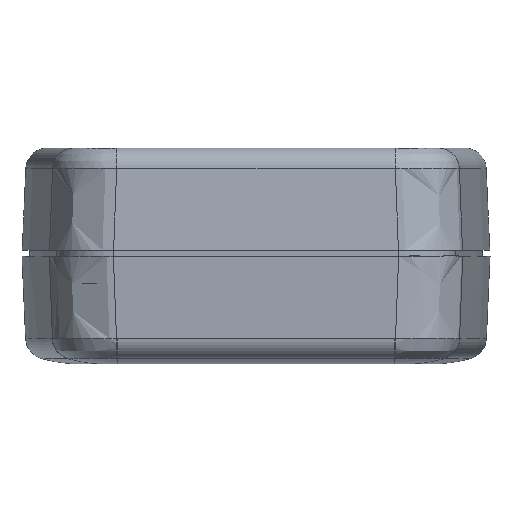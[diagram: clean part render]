
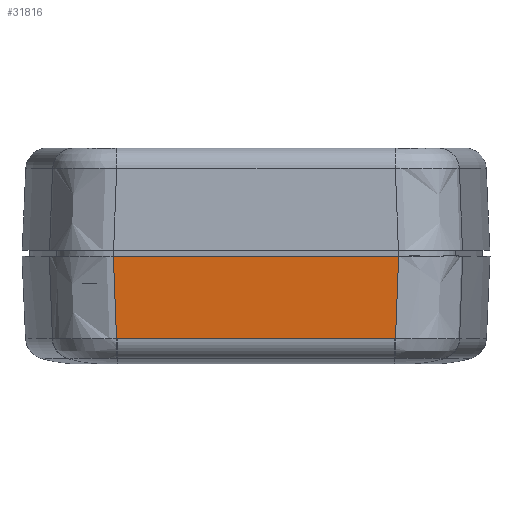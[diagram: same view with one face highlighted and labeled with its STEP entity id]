
A CAD part, left-side view. The second image highlights one B-rep face of the part: STEP entity #31816.
In plain terms, the highlighted face is planar.
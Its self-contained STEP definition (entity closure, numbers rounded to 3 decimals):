
#75 = CARTESIAN_POINT ( 'NONE',  ( 59.499, -19.331, -3.519 ) ) ;
#234 = CARTESIAN_POINT ( 'NONE',  ( 60., 19.809, -15. ) ) ;
#348 = EDGE_CURVE ( 'NONE', #25208, #7858, #14571, .T. ) ;
#916 = EDGE_CURVE ( 'NONE', #7858, #22571, #16135, .T. ) ;
#1188 = EDGE_CURVE ( 'NONE', #35398, #12032, #35248, .T. ) ;
#1341 = VECTOR ( 'NONE', #11705, 1000. ) ;
#1361 = CARTESIAN_POINT ( 'NONE',  ( 59.499, 19.331, -3.519 ) ) ;
#2793 = CARTESIAN_POINT ( 'NONE',  ( 59.499, -19.287, -3.519 ) ) ;
#2949 = DIRECTION ( 'NONE',  ( 0.999, 0., 0.044 ) ) ;
#3579 = CARTESIAN_POINT ( 'NONE',  ( 59.499, 19.287, -3.519 ) ) ;
#3866 = ORIENTED_EDGE ( 'NONE', *, *, #28375, .T. ) ;
#4531 = B_SPLINE_CURVE_WITH_KNOTS ( 'NONE', 3,
 ( #15436, #1361, #3579, #6647 ),
 .UNSPECIFIED., .F., .F.,
 ( 4, 4 ),
 ( 0., 0. ),
 .UNSPECIFIED. ) ;
#5022 = ORIENTED_EDGE ( 'NONE', *, *, #1188, .T. ) ;
#5918 = CARTESIAN_POINT ( 'NONE',  ( 59.499, 27.5, -3.519 ) ) ;
#6647 = CARTESIAN_POINT ( 'NONE',  ( 59.499, 19.242, -3.519 ) ) ;
#6951 = CARTESIAN_POINT ( 'NONE',  ( 59.895, -19.718, -12.595 ) ) ;
#7252 = CARTESIAN_POINT ( 'NONE',  ( 59.499, -19.242, -3.519 ) ) ;
#7858 = VERTEX_POINT ( 'NONE', #7252 ) ;
#9667 = CARTESIAN_POINT ( 'NONE',  ( 59.499, 19.242, -3.519 ) ) ;
#9839 = CARTESIAN_POINT ( 'NONE',  ( 60., -19.809, -15. ) ) ;
#10208 = CARTESIAN_POINT ( 'NONE',  ( 59.895, 19.718, -12.595 ) ) ;
#11705 = DIRECTION ( 'NONE',  ( 0., -1., 0. ) ) ;
#12022 = CARTESIAN_POINT ( 'NONE',  ( 59.499, -19.375, -3.52 ) ) ;
#12032 = VERTEX_POINT ( 'NONE', #234 ) ;
#12394 = DIRECTION ( 'NONE',  ( 0., 1., 0. ) ) ;
#12630 = CARTESIAN_POINT ( 'NONE',  ( 59.685, -19.537, -7.784 ) ) ;
#13411 = ORIENTED_EDGE ( 'NONE', *, *, #916, .T. ) ;
#13668 = B_SPLINE_CURVE_WITH_KNOTS ( 'NONE', 3,
 ( #12022, #31893, #15641, #12630, #18369, #6951, #23741 ),
 .UNSPECIFIED., .F., .F.,
 ( 4, 3, 4 ),
 ( 0.004, 0.008, 0.015 ),
 .UNSPECIFIED. ) ;
#13777 = CARTESIAN_POINT ( 'NONE',  ( 59.499, -19.375, -3.52 ) ) ;
#14431 = CARTESIAN_POINT ( 'NONE',  ( 60., 27.5, -15. ) ) ;
#14571 = LINE ( 'NONE', #5918, #1341 ) ;
#15165 = CARTESIAN_POINT ( 'NONE',  ( 60., 27.5, -15. ) ) ;
#15436 = CARTESIAN_POINT ( 'NONE',  ( 59.499, 19.375, -3.52 ) ) ;
#15641 = CARTESIAN_POINT ( 'NONE',  ( 59.623, -19.483, -6.363 ) ) ;
#16135 = B_SPLINE_CURVE_WITH_KNOTS ( 'NONE', 3,
 ( #30787, #2793, #75, #13777 ),
 .UNSPECIFIED., .F., .F.,
 ( 4, 4 ),
 ( 0., 0. ),
 .UNSPECIFIED. ) ;
#17488 = EDGE_CURVE ( 'NONE', #12032, #32712, #22547, .T. ) ;
#17633 = VECTOR ( 'NONE', #12394, 1000. ) ;
#18369 = CARTESIAN_POINT ( 'NONE',  ( 59.79, -19.627, -10.19 ) ) ;
#19453 = ORIENTED_EDGE ( 'NONE', *, *, #17488, .T. ) ;
#19884 = PLANE ( 'NONE',  #27896 ) ;
#22547 = B_SPLINE_CURVE_WITH_KNOTS ( 'NONE', 3,
 ( #27093, #10208, #35597, #33892, #34020, #31684, #29443 ),
 .UNSPECIFIED., .F., .F.,
 ( 4, 3, 4 ),
 ( 0., 0.007, 0.011 ),
 .UNSPECIFIED. ) ;
#22571 = VERTEX_POINT ( 'NONE', #34925 ) ;
#23741 = CARTESIAN_POINT ( 'NONE',  ( 60., -19.809, -15. ) ) ;
#25139 = EDGE_CURVE ( 'NONE', #22571, #35398, #13668, .T. ) ;
#25208 = VERTEX_POINT ( 'NONE', #9667 ) ;
#25497 = DIRECTION ( 'NONE',  ( 0.044, 0., -0.999 ) ) ;
#27093 = CARTESIAN_POINT ( 'NONE',  ( 60., 19.809, -15. ) ) ;
#27896 = AXIS2_PLACEMENT_3D ( 'NONE', #14431, #2949, #25497 ) ;
#28375 = EDGE_CURVE ( 'NONE', #32712, #25208, #4531, .T. ) ;
#29443 = CARTESIAN_POINT ( 'NONE',  ( 59.499, 19.375, -3.52 ) ) ;
#30787 = CARTESIAN_POINT ( 'NONE',  ( 59.499, -19.242, -3.519 ) ) ;
#30857 = ORIENTED_EDGE ( 'NONE', *, *, #25139, .T. ) ;
#31684 = CARTESIAN_POINT ( 'NONE',  ( 59.561, 19.429, -4.941 ) ) ;
#31816 = ADVANCED_FACE ( 'NONE', ( #36464 ), #19884, .T. ) ;
#31893 = CARTESIAN_POINT ( 'NONE',  ( 59.561, -19.429, -4.941 ) ) ;
#32618 = ORIENTED_EDGE ( 'NONE', *, *, #348, .T. ) ;
#32638 = EDGE_LOOP ( 'NONE', ( #32618, #13411, #30857, #5022, #19453, #3866 ) ) ;
#32712 = VERTEX_POINT ( 'NONE', #33339 ) ;
#33339 = CARTESIAN_POINT ( 'NONE',  ( 59.499, 19.375, -3.52 ) ) ;
#33892 = CARTESIAN_POINT ( 'NONE',  ( 59.685, 19.537, -7.784 ) ) ;
#34020 = CARTESIAN_POINT ( 'NONE',  ( 59.623, 19.483, -6.363 ) ) ;
#34925 = CARTESIAN_POINT ( 'NONE',  ( 59.499, -19.375, -3.52 ) ) ;
#35248 = LINE ( 'NONE', #15165, #17633 ) ;
#35398 = VERTEX_POINT ( 'NONE', #9839 ) ;
#35597 = CARTESIAN_POINT ( 'NONE',  ( 59.79, 19.627, -10.19 ) ) ;
#36464 = FACE_OUTER_BOUND ( 'NONE', #32638, .T. ) ;
